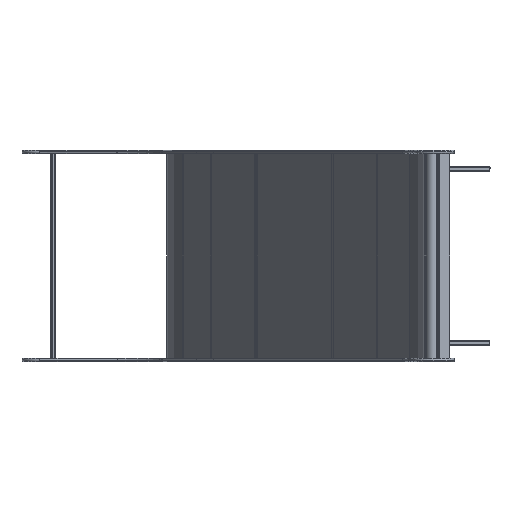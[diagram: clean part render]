
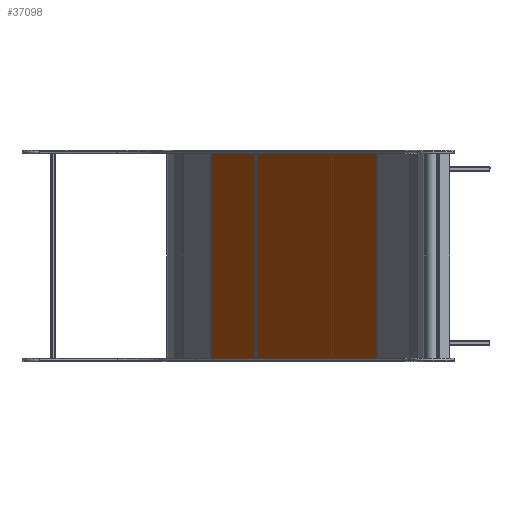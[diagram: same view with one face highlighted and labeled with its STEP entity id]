
A CAD part, left-side view. The second image highlights one B-rep face of the part: STEP entity #37098.
In plain terms, the highlighted face is planar.
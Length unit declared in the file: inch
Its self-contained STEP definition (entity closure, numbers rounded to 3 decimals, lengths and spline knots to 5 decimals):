
#977 = EDGE_CURVE ( 'NONE', #6533, #31865, #8817, .T. ) ;
#3383 = DIRECTION ( 'NONE',  ( 0., 0., 1. ) ) ;
#3508 = VERTEX_POINT ( 'NONE', #28316 ) ;
#4515 = AXIS2_PLACEMENT_3D ( 'NONE', #9537, #27588, #15176 ) ;
#6388 = EDGE_CURVE ( 'NONE', #13042, #3508, #26725, .T. ) ;
#6533 = VERTEX_POINT ( 'NONE', #33685 ) ;
#7422 = EDGE_LOOP ( 'NONE', ( #12227, #35187, #15428, #32257 ) ) ;
#8817 = LINE ( 'NONE', #14639, #21071 ) ;
#9537 = CARTESIAN_POINT ( 'NONE',  ( 0., 0., 0. ) ) ;
#9601 = EDGE_CURVE ( 'NONE', #31865, #13042, #20963, .T. ) ;
#10574 = EDGE_CURVE ( 'NONE', #3508, #6533, #17922, .T. ) ;
#11691 = FACE_OUTER_BOUND ( 'NONE', #7422, .T. ) ;
#12227 = ORIENTED_EDGE ( 'NONE', *, *, #10574, .T. ) ;
#13042 = VERTEX_POINT ( 'NONE', #27074 ) ;
#14639 = CARTESIAN_POINT ( 'NONE',  ( -29.91236, 0., 47.8622 ) ) ;
#15077 = CARTESIAN_POINT ( 'NONE',  ( 29.91236, 0., -47.8622 ) ) ;
#15176 = DIRECTION ( 'NONE',  ( 0., 0., 1. ) ) ;
#15300 = VECTOR ( 'NONE', #20521, 39.37008 ) ;
#15428 = ORIENTED_EDGE ( 'NONE', *, *, #9601, .T. ) ;
#15723 = CARTESIAN_POINT ( 'NONE',  ( 29.8622, 0., 47.8622 ) ) ;
#17922 = LINE ( 'NONE', #30562, #37801 ) ;
#20521 = DIRECTION ( 'NONE',  ( -1., 0., 0. ) ) ;
#20963 = LINE ( 'NONE', #24251, #26061 ) ;
#21071 = VECTOR ( 'NONE', #35585, 39.37008 ) ;
#24251 = CARTESIAN_POINT ( 'NONE',  ( 29.8622, 0., 47.91236 ) ) ;
#26061 = VECTOR ( 'NONE', #26967, 39.37008 ) ;
#26725 = LINE ( 'NONE', #15077, #15300 ) ;
#26967 = DIRECTION ( 'NONE',  ( 0., 0., -1. ) ) ;
#27074 = CARTESIAN_POINT ( 'NONE',  ( 29.8622, 0., -47.8622 ) ) ;
#27588 = DIRECTION ( 'NONE',  ( 0., 1., 0. ) ) ;
#28316 = CARTESIAN_POINT ( 'NONE',  ( -29.8622, 0., -47.8622 ) ) ;
#30562 = CARTESIAN_POINT ( 'NONE',  ( -29.8622, 0., -47.91236 ) ) ;
#31865 = VERTEX_POINT ( 'NONE', #15723 ) ;
#32257 = ORIENTED_EDGE ( 'NONE', *, *, #6388, .T. ) ;
#33685 = CARTESIAN_POINT ( 'NONE',  ( -29.8622, 0., 47.8622 ) ) ;
#35187 = ORIENTED_EDGE ( 'NONE', *, *, #977, .T. ) ;
#35353 = PLANE ( 'NONE',  #4515 ) ;
#35585 = DIRECTION ( 'NONE',  ( 1., 0., 0. ) ) ;
#37098 = ADVANCED_FACE ( 'NONE', ( #11691 ), #35353, .T. ) ;
#37801 = VECTOR ( 'NONE', #3383, 39.37008 ) ;
